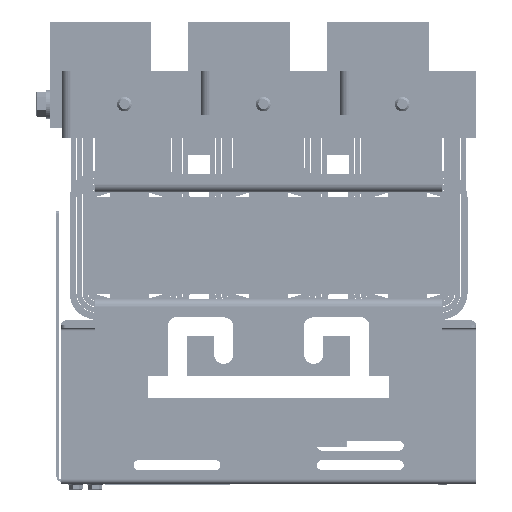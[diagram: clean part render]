
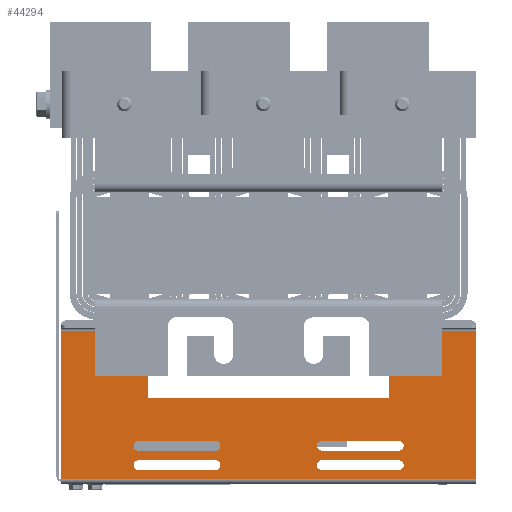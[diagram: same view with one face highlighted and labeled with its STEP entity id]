
A CAD part, front view. The second image highlights one B-rep face of the part: STEP entity #44294.
In plain terms, the highlighted planar face has unit normal (0, -1, 0).
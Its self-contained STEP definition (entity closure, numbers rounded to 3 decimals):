
#1892=FACE_BOUND('',#7765,.T.);
#1893=FACE_BOUND('',#7766,.T.);
#1894=FACE_BOUND('',#7767,.T.);
#1895=FACE_BOUND('',#7768,.T.);
#3082=PLANE('',#48734);
#5240=FACE_OUTER_BOUND('',#7764,.T.);
#7764=EDGE_LOOP('',(#39031,#39032,#39033,#39034,#39035,#39036,#39037,#39038));
#7765=EDGE_LOOP('',(#39039,#39040,#39041,#39042));
#7766=EDGE_LOOP('',(#39043,#39044,#39045,#39046));
#7767=EDGE_LOOP('',(#39047,#39048,#39049,#39050));
#7768=EDGE_LOOP('',(#39051,#39052,#39053,#39054));
#11750=LINE('',#74928,#15921);
#11754=LINE('',#74935,#15925);
#11762=LINE('',#74960,#15933);
#11766=LINE('',#74967,#15937);
#11774=LINE('',#74992,#15945);
#11778=LINE('',#74999,#15949);
#11783=LINE('',#75015,#15954);
#11791=LINE('',#75036,#15962);
#11848=LINE('',#75216,#16019);
#11853=LINE('',#75234,#16024);
#11860=LINE('',#75248,#16031);
#11862=LINE('',#75252,#16033);
#11863=LINE('',#75254,#16034);
#11864=LINE('',#75255,#16035);
#11865=LINE('',#75257,#16036);
#11866=LINE('',#75258,#16037);
#15921=VECTOR('',#59025,0.394);
#15925=VECTOR('',#59031,0.394);
#15933=VECTOR('',#59061,0.394);
#15937=VECTOR('',#59067,0.394);
#15945=VECTOR('',#59097,0.394);
#15949=VECTOR('',#59103,0.394);
#15954=VECTOR('',#59122,0.394);
#15962=VECTOR('',#59148,0.394);
#16019=VECTOR('',#59375,0.394);
#16024=VECTOR('',#59398,0.394);
#16031=VECTOR('',#59409,0.394);
#16033=VECTOR('',#59413,0.394);
#16034=VECTOR('',#59414,0.394);
#16035=VECTOR('',#59415,0.394);
#16036=VECTOR('',#59416,0.394);
#16037=VECTOR('',#59417,0.394);
#18002=CIRCLE('',#48594,0.125);
#18004=CIRCLE('',#48601,0.125);
#18006=CIRCLE('',#48606,0.125);
#18008=CIRCLE('',#48613,0.125);
#18010=CIRCLE('',#48618,0.125);
#18012=CIRCLE('',#48625,0.125);
#18014=CIRCLE('',#48632,0.125);
#18016=CIRCLE('',#48635,0.125);
#21781=VERTEX_POINT('',#74916);
#21782=VERTEX_POINT('',#74918);
#21784=VERTEX_POINT('',#74927);
#21786=VERTEX_POINT('',#74933);
#21789=VERTEX_POINT('',#74948);
#21790=VERTEX_POINT('',#74950);
#21792=VERTEX_POINT('',#74959);
#21794=VERTEX_POINT('',#74965);
#21797=VERTEX_POINT('',#74980);
#21798=VERTEX_POINT('',#74982);
#21800=VERTEX_POINT('',#74991);
#21802=VERTEX_POINT('',#74997);
#21805=VERTEX_POINT('',#75012);
#21806=VERTEX_POINT('',#75014);
#21808=VERTEX_POINT('',#75023);
#21810=VERTEX_POINT('',#75029);
#21847=VERTEX_POINT('',#75207);
#21848=VERTEX_POINT('',#75211);
#21851=VERTEX_POINT('',#75225);
#21852=VERTEX_POINT('',#75229);
#21857=VERTEX_POINT('',#75247);
#21858=VERTEX_POINT('',#75251);
#21859=VERTEX_POINT('',#75253);
#21860=VERTEX_POINT('',#75256);
#27551=EDGE_CURVE('',#21782,#21781,#18002,.T.);
#27556=EDGE_CURVE('',#21784,#21782,#11750,.T.);
#27560=EDGE_CURVE('',#21781,#21786,#11754,.T.);
#27563=EDGE_CURVE('',#21786,#21784,#18004,.T.);
#27567=EDGE_CURVE('',#21790,#21789,#18006,.T.);
#27572=EDGE_CURVE('',#21792,#21790,#11762,.T.);
#27576=EDGE_CURVE('',#21789,#21794,#11766,.T.);
#27579=EDGE_CURVE('',#21794,#21792,#18008,.T.);
#27583=EDGE_CURVE('',#21798,#21797,#18010,.T.);
#27588=EDGE_CURVE('',#21800,#21798,#11774,.T.);
#27592=EDGE_CURVE('',#21797,#21802,#11778,.T.);
#27595=EDGE_CURVE('',#21802,#21800,#18012,.T.);
#27599=EDGE_CURVE('',#21806,#21805,#11783,.T.);
#27604=EDGE_CURVE('',#21808,#21806,#18014,.T.);
#27608=EDGE_CURVE('',#21805,#21810,#18016,.T.);
#27611=EDGE_CURVE('',#21810,#21808,#11791,.T.);
#27702=EDGE_CURVE('',#21847,#21848,#11848,.T.);
#27711=EDGE_CURVE('',#21851,#21852,#11853,.T.);
#27718=EDGE_CURVE('',#21857,#21847,#11860,.T.);
#27720=EDGE_CURVE('',#21858,#21848,#11862,.T.);
#27721=EDGE_CURVE('',#21858,#21859,#11863,.T.);
#27722=EDGE_CURVE('',#21859,#21851,#11864,.T.);
#27723=EDGE_CURVE('',#21852,#21860,#11865,.T.);
#27724=EDGE_CURVE('',#21860,#21857,#11866,.T.);
#39031=ORIENTED_EDGE('',*,*,#27702,.T.);
#39032=ORIENTED_EDGE('',*,*,#27720,.F.);
#39033=ORIENTED_EDGE('',*,*,#27721,.T.);
#39034=ORIENTED_EDGE('',*,*,#27722,.T.);
#39035=ORIENTED_EDGE('',*,*,#27711,.T.);
#39036=ORIENTED_EDGE('',*,*,#27723,.T.);
#39037=ORIENTED_EDGE('',*,*,#27724,.T.);
#39038=ORIENTED_EDGE('',*,*,#27718,.T.);
#39039=ORIENTED_EDGE('',*,*,#27563,.T.);
#39040=ORIENTED_EDGE('',*,*,#27556,.T.);
#39041=ORIENTED_EDGE('',*,*,#27551,.T.);
#39042=ORIENTED_EDGE('',*,*,#27560,.T.);
#39043=ORIENTED_EDGE('',*,*,#27579,.T.);
#39044=ORIENTED_EDGE('',*,*,#27572,.T.);
#39045=ORIENTED_EDGE('',*,*,#27567,.T.);
#39046=ORIENTED_EDGE('',*,*,#27576,.T.);
#39047=ORIENTED_EDGE('',*,*,#27595,.T.);
#39048=ORIENTED_EDGE('',*,*,#27588,.T.);
#39049=ORIENTED_EDGE('',*,*,#27583,.T.);
#39050=ORIENTED_EDGE('',*,*,#27592,.T.);
#39051=ORIENTED_EDGE('',*,*,#27611,.T.);
#39052=ORIENTED_EDGE('',*,*,#27604,.T.);
#39053=ORIENTED_EDGE('',*,*,#27599,.T.);
#39054=ORIENTED_EDGE('',*,*,#27608,.T.);
#44294=ADVANCED_FACE('',(#5240,#1892,#1893,#1894,#1895),#3082,.F.);
#48594=AXIS2_PLACEMENT_3D('',#74919,#59015,#59016);
#48601=AXIS2_PLACEMENT_3D('',#74940,#59039,#59040);
#48606=AXIS2_PLACEMENT_3D('',#74951,#59051,#59052);
#48613=AXIS2_PLACEMENT_3D('',#74972,#59075,#59076);
#48618=AXIS2_PLACEMENT_3D('',#74983,#59087,#59088);
#48625=AXIS2_PLACEMENT_3D('',#75004,#59111,#59112);
#48632=AXIS2_PLACEMENT_3D('',#75024,#59132,#59133);
#48635=AXIS2_PLACEMENT_3D('',#75031,#59140,#59141);
#48734=AXIS2_PLACEMENT_3D('',#75250,#59411,#59412);
#59015=DIRECTION('center_axis',(0.,1.,0.));
#59016=DIRECTION('ref_axis',(0.,0.,-1.));
#59025=DIRECTION('',(1.,0.,0.));
#59031=DIRECTION('',(-1.,0.,0.));
#59039=DIRECTION('center_axis',(0.,1.,0.));
#59040=DIRECTION('ref_axis',(0.,0.,
1.));
#59051=DIRECTION('center_axis',(0.,1.,0.));
#59052=DIRECTION('ref_axis',(0.,0.,-1.));
#59061=DIRECTION('',(1.,0.,0.));
#59067=DIRECTION('',(-1.,0.,0.));
#59075=DIRECTION('center_axis',(0.,1.,0.));
#59076=DIRECTION('ref_axis',(0.,0.,
1.));
#59087=DIRECTION('center_axis',(0.,1.,0.));
#59088=DIRECTION('ref_axis',(0.,0.,
-1.));
#59097=DIRECTION('',(1.,0.,0.));
#59103=DIRECTION('',(-1.,0.,0.));
#59111=DIRECTION('center_axis',(0.,1.,0.));
#59112=DIRECTION('ref_axis',(0.,0.,
1.));
#59122=DIRECTION('',(-1.,0.,0.));
#59132=DIRECTION('center_axis',(0.,1.,0.));
#59133=DIRECTION('ref_axis',(0.,0.,
-1.));
#59140=DIRECTION('center_axis',(0.,1.,0.));
#59141=DIRECTION('ref_axis',(0.,0.,
1.));
#59148=DIRECTION('',(1.,0.,0.));
#59375=DIRECTION('',(-1.,0.,0.));
#59398=DIRECTION('',(-1.,0.,0.));
#59409=DIRECTION('',(0.,0.,1.));
#59411=DIRECTION('center_axis',(0.,1.,0.));
#59412=DIRECTION('ref_axis',(1.,0.,0.));
#59413=DIRECTION('',(0.,0.,1.));
#59414=DIRECTION('',(1.,0.,0.));
#59415=DIRECTION('',(0.,0.,1.));
#59416=DIRECTION('',(0.,0.,-1.));
#59417=DIRECTION('',(-1.,0.,0.));
#74916=CARTESIAN_POINT('',(8.75,0.,0.375));
#74918=CARTESIAN_POINT('',(8.75,0.,0.625));
#74919=CARTESIAN_POINT('Origin',(8.75,0.,0.5));
#74927=CARTESIAN_POINT('',(6.75,0.,0.625));
#74928=CARTESIAN_POINT('',(7.063,0.,0.625));
#74933=CARTESIAN_POINT('',(6.75,0.,0.375));
#74935=CARTESIAN_POINT('',(6.063,0.,0.375));
#74940=CARTESIAN_POINT('Origin',(6.75,0.,0.5));
#74948=CARTESIAN_POINT('',(4.,0.,0.375));
#74950=CARTESIAN_POINT('',(4.,0.,0.625));
#74951=CARTESIAN_POINT('Origin',(4.,0.,0.5));
#74959=CARTESIAN_POINT('',(2.,0.,0.625));
#74960=CARTESIAN_POINT('',(4.688,0.,0.625));
#74965=CARTESIAN_POINT('',(2.,0.,0.375));
#74967=CARTESIAN_POINT('',(3.688,0.,0.375));
#74972=CARTESIAN_POINT('Origin',(2.,0.,0.5));
#74980=CARTESIAN_POINT('',(4.,0.,0.875));
#74982=CARTESIAN_POINT('',(4.,0.,1.125));
#74983=CARTESIAN_POINT('Origin',(4.,0.,
1.));
#74991=CARTESIAN_POINT('',(2.,0.,1.125));
#74992=CARTESIAN_POINT('',(4.688,0.,1.125));
#74997=CARTESIAN_POINT('',(2.,0.,0.875));
#74999=CARTESIAN_POINT('',(3.688,0.,0.875));
#75004=CARTESIAN_POINT('Origin',(2.,0.,
1.));
#75012=CARTESIAN_POINT('',(6.75,0.,0.875));
#75014=CARTESIAN_POINT('',(8.75,0.,0.875));
#75015=CARTESIAN_POINT('',(6.063,0.,0.875));
#75023=CARTESIAN_POINT('',(8.75,0.,1.125));
#75024=CARTESIAN_POINT('Origin',(8.75,0.,1.));
#75029=CARTESIAN_POINT('',(6.75,0.,1.125));
#75031=CARTESIAN_POINT('Origin',(6.75,0.,1.));
#75036=CARTESIAN_POINT('',(7.063,0.,1.125));
#75207=CARTESIAN_POINT('',(2.25,0.,3.981));
#75211=CARTESIAN_POINT('',(0.,0.,
3.981));
#75216=CARTESIAN_POINT('',(2.687,0.,3.981));
#75225=CARTESIAN_POINT('',(10.75,0.,3.981));
#75229=CARTESIAN_POINT('',(8.5,0.,3.981));
#75234=CARTESIAN_POINT('',(6.938,0.,3.981));
#75247=CARTESIAN_POINT('',(2.25,0.,2.25));
#75248=CARTESIAN_POINT('',(2.25,0.,2.153));
#75250=CARTESIAN_POINT('Origin',(5.375,0.,2.055));
#75251=CARTESIAN_POINT('',(0.,0.,
0.149));
#75252=CARTESIAN_POINT('',(0.,0.,-0.02));
#75253=CARTESIAN_POINT('',(10.75,0.,0.149));
#75254=CARTESIAN_POINT('',(5.375,0.,0.149));
#75255=CARTESIAN_POINT('',(10.75,0.,-0.02));
#75256=CARTESIAN_POINT('',(8.5,0.,2.25));
#75257=CARTESIAN_POINT('',(8.5,0.,3.153));
#75258=CARTESIAN_POINT('',(6.938,0.,2.25));
